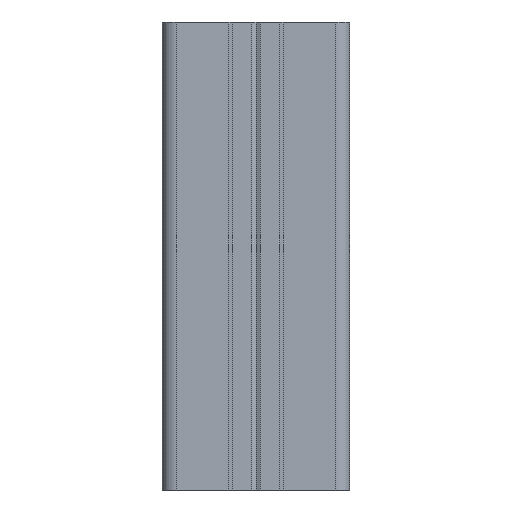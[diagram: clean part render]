
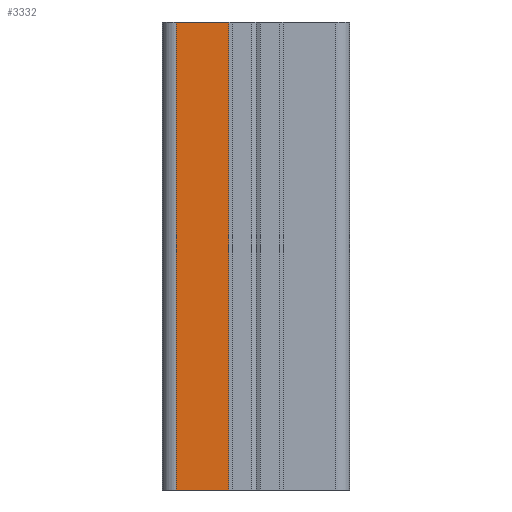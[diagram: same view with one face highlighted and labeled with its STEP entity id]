
A CAD part, front view. The second image highlights one B-rep face of the part: STEP entity #3332.
In plain terms, the highlighted planar face has unit normal (0, -1, 0).
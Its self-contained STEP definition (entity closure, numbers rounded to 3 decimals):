
#587 = VERTEX_POINT ( 'NONE', #7192 ) ;
#589 = EDGE_CURVE ( 'NONE', #587, #590, #7191, .T. ) ;
#590 = VERTEX_POINT ( 'NONE', #7187 ) ;
#2354 = VERTEX_POINT ( 'NONE', #10306 ) ;
#2356 = EDGE_CURVE ( 'NONE', #2357, #2354, #10305, .T. ) ;
#2357 = VERTEX_POINT ( 'NONE', #10301 ) ;
#3332 = ADVANCED_FACE ( 'NONE', ( #11898 ), #11897, .F. ) ;
#3333 = EDGE_LOOP ( 'NONE', ( #3334, #3335, #3337, #3338 ) ) ;
#3334 = ORIENTED_EDGE ( 'NONE', *, *, #2356, .T. ) ;
#3335 = ORIENTED_EDGE ( 'NONE', *, *, #3336, .F. ) ;
#3336 = EDGE_CURVE ( 'NONE', #590, #2354, #11892, .T. ) ;
#3337 = ORIENTED_EDGE ( 'NONE', *, *, #589, .F. ) ;
#3338 = ORIENTED_EDGE ( 'NONE', *, *, #3405, .T. ) ;
#3405 = EDGE_CURVE ( 'NONE', #587, #2357, #11990, .T. ) ;
#7187 = CARTESIAN_POINT ( 'NONE',  ( -5.8, -80., 100. ) ) ;
#7188 = DIRECTION ( 'NONE',  ( 1., 0., 0. ) ) ;
#7189 = VECTOR ( 'NONE', #7188, 1000. ) ;
#7190 = CARTESIAN_POINT ( 'NONE',  ( -17., -80., 100. ) ) ;
#7191 = LINE ( 'NONE', #7190, #7189 ) ;
#7192 = CARTESIAN_POINT ( 'NONE',  ( -17., -80., 100. ) ) ;
#10301 = CARTESIAN_POINT ( 'NONE',  ( -17., -80., 0. ) ) ;
#10302 = DIRECTION ( 'NONE',  ( 1., 0., 0. ) ) ;
#10303 = VECTOR ( 'NONE', #10302, 1000. ) ;
#10304 = CARTESIAN_POINT ( 'NONE',  ( -17., -80., 0. ) ) ;
#10305 = LINE ( 'NONE', #10304, #10303 ) ;
#10306 = CARTESIAN_POINT ( 'NONE',  ( -5.8, -80., 0. ) ) ;
#11889 = DIRECTION ( 'NONE',  ( 0., 0., -1. ) ) ;
#11890 = VECTOR ( 'NONE', #11889, 1000. ) ;
#11891 = CARTESIAN_POINT ( 'NONE',  ( -5.8, -80., 100. ) ) ;
#11892 = LINE ( 'NONE', #11891, #11890 ) ;
#11893 = DIRECTION ( 'NONE',  ( 0., 0., 1. ) ) ;
#11894 = DIRECTION ( 'NONE',  ( 0., 1., 0. ) ) ;
#11895 = CARTESIAN_POINT ( 'NONE',  ( -17., -80., 100. ) ) ;
#11896 = AXIS2_PLACEMENT_3D ( 'NONE', #11895, #11894, #11893 ) ;
#11897 = PLANE ( 'NONE',  #11896 ) ;
#11898 = FACE_OUTER_BOUND ( 'NONE', #3333, .T. ) ;
#11987 = DIRECTION ( 'NONE',  ( 0., 0., -1. ) ) ;
#11988 = VECTOR ( 'NONE', #11987, 1000. ) ;
#11989 = CARTESIAN_POINT ( 'NONE',  ( -17., -80., 100. ) ) ;
#11990 = LINE ( 'NONE', #11989, #11988 ) ;
